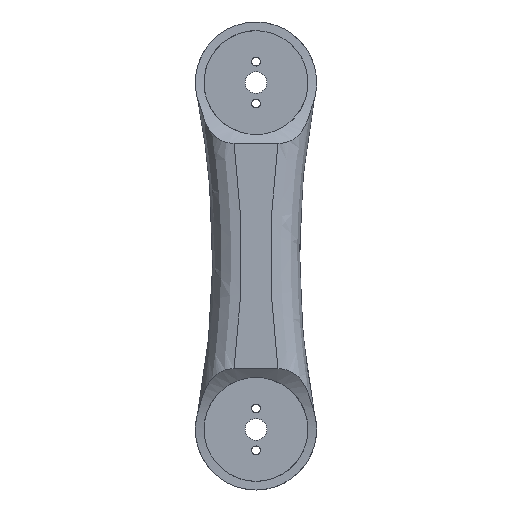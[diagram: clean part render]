
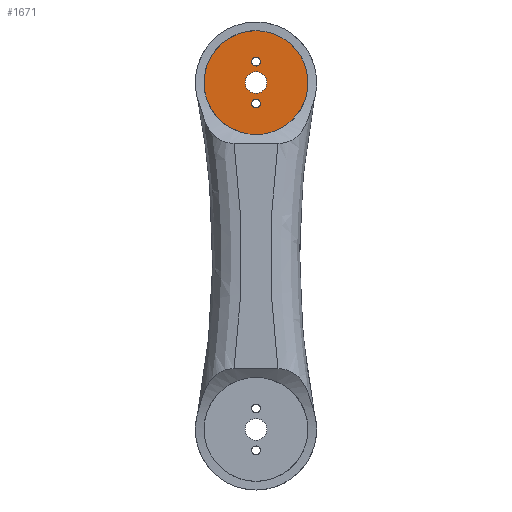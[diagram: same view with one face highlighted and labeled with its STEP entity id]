
A CAD part, front view. The second image highlights one B-rep face of the part: STEP entity #1671.
In plain terms, the highlighted planar face has unit normal (0, -1, 0).
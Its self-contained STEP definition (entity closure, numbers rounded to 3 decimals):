
#5 = ORIENTED_EDGE ( 'NONE', *, *, #347, .F. ) ;
#13 = DIRECTION ( 'NONE',  ( 0., 0., -1. ) ) ;
#17 = AXIS2_PLACEMENT_3D ( 'NONE', #1361, #582, #904 ) ;
#28 = ORIENTED_EDGE ( 'NONE', *, *, #1597, .F. ) ;
#123 = AXIS2_PLACEMENT_3D ( 'NONE', #704, #675, #994 ) ;
#149 = DIRECTION ( 'NONE',  ( 0., -1., 0. ) ) ;
#152 = CARTESIAN_POINT ( 'NONE',  ( 0., 15., 0. ) ) ;
#155 = VERTEX_POINT ( 'NONE', #499 ) ;
#170 = FACE_BOUND ( 'NONE', #1760, .T. ) ;
#278 = AXIS2_PLACEMENT_3D ( 'NONE', #1919, #1428, #645 ) ;
#294 = CIRCLE ( 'NONE', #727, 1.5 ) ;
#347 = EDGE_CURVE ( 'NONE', #1189, #570, #1978, .T. ) ;
#449 = AXIS2_PLACEMENT_3D ( 'NONE', #152, #655, #2051 ) ;
#476 = DIRECTION ( 'NONE',  ( 0., 0., -1. ) ) ;
#480 = DIRECTION ( 'NONE',  ( 0., 0., -1. ) ) ;
#482 = CIRCLE ( 'NONE', #449, 18. ) ;
#490 = CARTESIAN_POINT ( 'NONE',  ( 0., 15., -7.25 ) ) ;
#499 = CARTESIAN_POINT ( 'NONE',  ( 0., 15., -18. ) ) ;
#541 = CARTESIAN_POINT ( 'NONE',  ( 0., 15., 18. ) ) ;
#551 = ORIENTED_EDGE ( 'NONE', *, *, #1619, .F. ) ;
#570 = VERTEX_POINT ( 'NONE', #1869 ) ;
#582 = DIRECTION ( 'NONE',  ( 0., -1., 0. ) ) ;
#584 = CARTESIAN_POINT ( 'NONE',  ( 0., 15., 8.75 ) ) ;
#635 = DIRECTION ( 'NONE',  ( 0., 0., -1. ) ) ;
#636 = DIRECTION ( 'NONE',  ( 0., -1., 0. ) ) ;
#643 = DIRECTION ( 'NONE',  ( 0., -1., 0. ) ) ;
#645 = DIRECTION ( 'NONE',  ( 0., 0., 1. ) ) ;
#649 = CIRCLE ( 'NONE', #1800, 1.5 ) ;
#655 = DIRECTION ( 'NONE',  ( 0., 1., 0. ) ) ;
#675 = DIRECTION ( 'NONE',  ( 0., 1., 0. ) ) ;
#677 = CARTESIAN_POINT ( 'NONE',  ( 0., 15., 0. ) ) ;
#691 = CIRCLE ( 'NONE', #956, 3.75 ) ;
#704 = CARTESIAN_POINT ( 'NONE',  ( 0., 15., 0. ) ) ;
#727 = AXIS2_PLACEMENT_3D ( 'NONE', #1098, #643, #1872 ) ;
#801 = EDGE_CURVE ( 'NONE', #1672, #837, #1609, .T. ) ;
#837 = VERTEX_POINT ( 'NONE', #1533 ) ;
#857 = EDGE_CURVE ( 'NONE', #570, #1189, #691, .T. ) ;
#889 = EDGE_LOOP ( 'NONE', ( #5, #1952 ) ) ;
#904 = DIRECTION ( 'NONE',  ( 0., 0., -1. ) ) ;
#956 = AXIS2_PLACEMENT_3D ( 'NONE', #677, #1139, #13 ) ;
#994 = DIRECTION ( 'NONE',  ( 0., 0., 1. ) ) ;
#1005 = CARTESIAN_POINT ( 'NONE',  ( 0., 15., -3.75 ) ) ;
#1072 = AXIS2_PLACEMENT_3D ( 'NONE', #490, #636, #480 ) ;
#1074 = VERTEX_POINT ( 'NONE', #584 ) ;
#1088 = DIRECTION ( 'NONE',  ( 0., -1., 0. ) ) ;
#1098 = CARTESIAN_POINT ( 'NONE',  ( 0., 15., 7.25 ) ) ;
#1100 = FACE_BOUND ( 'NONE', #889, .T. ) ;
#1139 = DIRECTION ( 'NONE',  ( 0., -1., 0. ) ) ;
#1152 = AXIS2_PLACEMENT_3D ( 'NONE', #1547, #149, #476 ) ;
#1163 = EDGE_LOOP ( 'NONE', ( #28, #1518 ) ) ;
#1189 = VERTEX_POINT ( 'NONE', #1005 ) ;
#1215 = VERTEX_POINT ( 'NONE', #541 ) ;
#1273 = CARTESIAN_POINT ( 'NONE',  ( 0., 15., -5.75 ) ) ;
#1282 = PLANE ( 'NONE',  #278 ) ;
#1309 = EDGE_CURVE ( 'NONE', #837, #1672, #1997, .T. ) ;
#1361 = CARTESIAN_POINT ( 'NONE',  ( 0., 15., -7.25 ) ) ;
#1396 = FACE_BOUND ( 'NONE', #1530, .T. ) ;
#1422 = ORIENTED_EDGE ( 'NONE', *, *, #801, .F. ) ;
#1428 = DIRECTION ( 'NONE',  ( 0., 1., 0. ) ) ;
#1482 = CIRCLE ( 'NONE', #123, 18. ) ;
#1518 = ORIENTED_EDGE ( 'NONE', *, *, #1897, .F. ) ;
#1530 = EDGE_LOOP ( 'NONE', ( #2050, #1422 ) ) ;
#1533 = CARTESIAN_POINT ( 'NONE',  ( 0., 15., -8.75 ) ) ;
#1547 = CARTESIAN_POINT ( 'NONE',  ( 0., 15., 0. ) ) ;
#1561 = ORIENTED_EDGE ( 'NONE', *, *, #1982, .F. ) ;
#1587 = VERTEX_POINT ( 'NONE', #1731 ) ;
#1597 = EDGE_CURVE ( 'NONE', #1215, #155, #482, .T. ) ;
#1609 = CIRCLE ( 'NONE', #17, 1.5 ) ;
#1619 = EDGE_CURVE ( 'NONE', #1074, #1587, #649, .T. ) ;
#1671 = ADVANCED_FACE ( 'NONE', ( #1396, #170, #2029, #1100 ), #1282, .F. ) ;
#1672 = VERTEX_POINT ( 'NONE', #1273 ) ;
#1731 = CARTESIAN_POINT ( 'NONE',  ( 0., 15., 5.75 ) ) ;
#1760 = EDGE_LOOP ( 'NONE', ( #1561, #551 ) ) ;
#1800 = AXIS2_PLACEMENT_3D ( 'NONE', #1909, #1088, #635 ) ;
#1869 = CARTESIAN_POINT ( 'NONE',  ( 0., 15., 3.75 ) ) ;
#1872 = DIRECTION ( 'NONE',  ( 0., 0., -1. ) ) ;
#1897 = EDGE_CURVE ( 'NONE', #155, #1215, #1482, .T. ) ;
#1909 = CARTESIAN_POINT ( 'NONE',  ( 0., 15., 7.25 ) ) ;
#1919 = CARTESIAN_POINT ( 'NONE',  ( 0., 15., 0. ) ) ;
#1952 = ORIENTED_EDGE ( 'NONE', *, *, #857, .F. ) ;
#1978 = CIRCLE ( 'NONE', #1152, 3.75 ) ;
#1982 = EDGE_CURVE ( 'NONE', #1587, #1074, #294, .T. ) ;
#1997 = CIRCLE ( 'NONE', #1072, 1.5 ) ;
#2029 = FACE_OUTER_BOUND ( 'NONE', #1163, .T. ) ;
#2050 = ORIENTED_EDGE ( 'NONE', *, *, #1309, .F. ) ;
#2051 = DIRECTION ( 'NONE',  ( 0., 0., 1. ) ) ;
